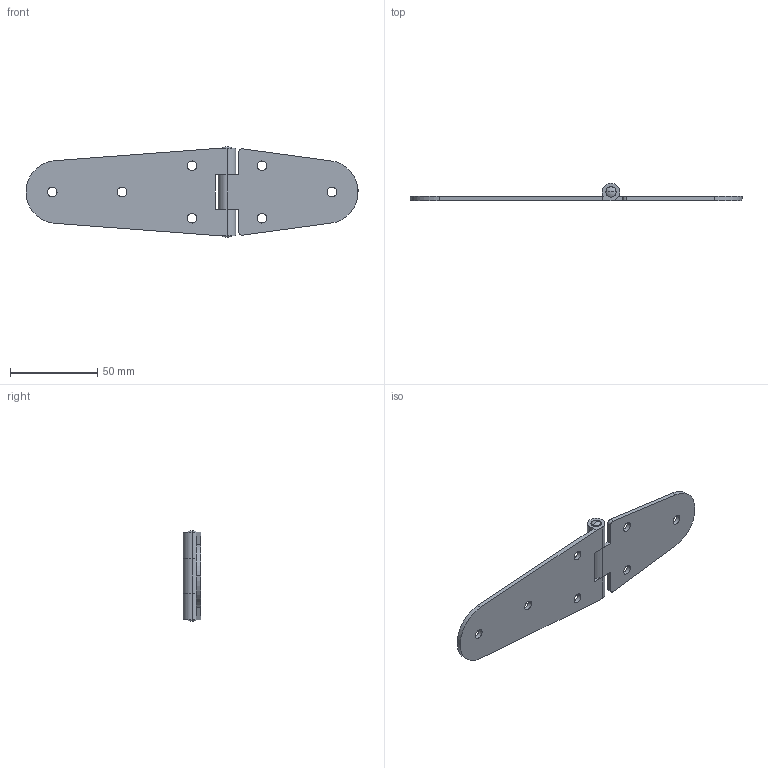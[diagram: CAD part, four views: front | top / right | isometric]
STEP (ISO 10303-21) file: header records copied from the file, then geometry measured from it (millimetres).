
FILE_DESCRIPTION (( 'STEP AP203' ), '1' );
FILE_NAME ('B-1031-11.STEP', '2008-11-27T05:04:56', ( ' ' ), ( ' ' ), 'SwSTEP 2.0', 'SolidWorks 2007', '' );
FILE_SCHEMA (( 'CONFIG_CONTROL_DESIGN' ));
Length unit declared in the file: millimetre
Products named in the file (4): B-1031-11僸儞僕B__棉太倌; B-1031-11僸儞僕A__棉太倌; B-1031-11僔儍僼僩__棉太倌; B-1031-11
Assembly tree (3 placements, depth 2):
  B-1031-11
    B-1031-11僔儍僼僩__棉太倌
    B-1031-11僸儞僕A__棉太倌
    B-1031-11僸儞僕B__棉太倌
Bounding box: 189.94 x 10 x 52 mm (x, y, z)
Volume: 21651.2 mm3; surface area: 19025.2 mm2
Topology: 3 solids, 3 shells, 59 faces, 155 edges, 104 vertices
Faces by surface type: cylinder 36, plane 19, sphere 4
Entity records: 2319 total; most frequent: DIRECTION 365, CARTESIAN_POINT 324, ORIENTED_EDGE 310, EDGE_CURVE 155, AXIS2_PLACEMENT_3D 145, VERTEX_POINT 104, EDGE_LOOP 81, CIRCLE 80
